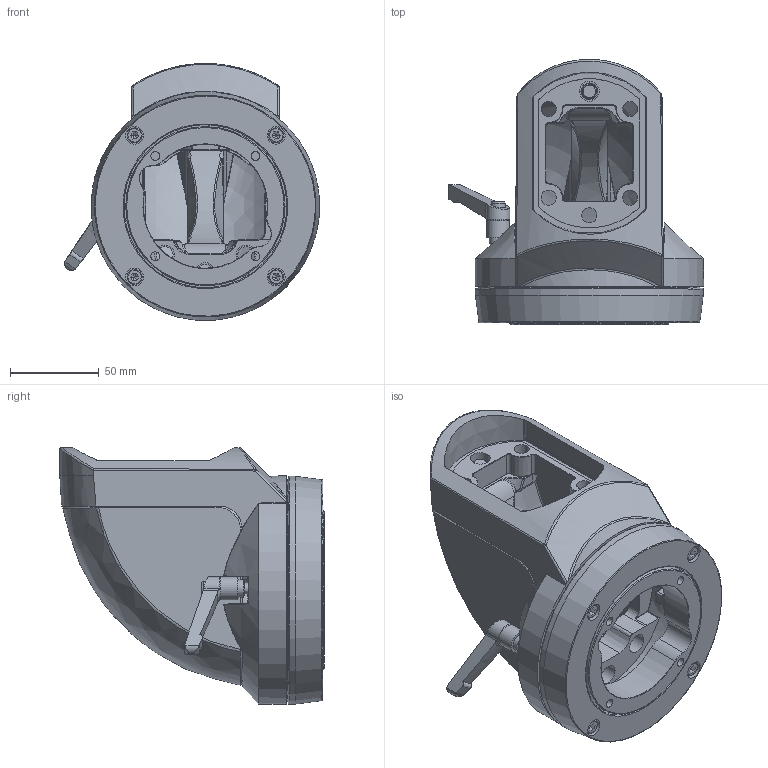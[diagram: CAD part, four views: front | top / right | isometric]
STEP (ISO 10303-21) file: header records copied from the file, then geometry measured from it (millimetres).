
FILE_DESCRIPTION (( 'STEP AP214' ), '1' );
FILE_NAME ('SCE-SA320AC.STEP', '2023-10-04T17:47:47', ( '' ), ( '' ), 'SwSTEP 2.0', 'SolidWorks 2023', '' );
FILE_SCHEMA (( 'AUTOMOTIVE_DESIGN' ));
Length unit declared in the file: inch
Products named in the file (1): SCE-SA320AC
Bounding box: 144.02 x 149.49 x 144.97 mm (x, y, z)
Volume: 628756.6 mm3; surface area: 184978.3 mm2
Topology: 3 solids, 4 shells, 1263 faces, 3020 edges, 1771 vertices
Faces by surface type: bspline 416, cylinder 269, plane 265, torus 176, cone 117, sphere 20
Full cylindrical faces by diameter (mm): 4.2 x4, 5 x10, 5.5 x4, 6 x1, 6.919 x1, 8 x2, 8.5 x9, 9.5 x6, 10 x5, 11.2 x4, 11.3 x1, 12.998 x1, 13 x1, 16 x1, 92 x1, 96.505 x2, 104 x1, 106 x1, 129 x1
Entity records: 56553 total; most frequent: CARTESIAN_POINT 31423, ORIENTED_EDGE 5632, DIRECTION 4491, EDGE_CURVE 2816, AXIS2_PLACEMENT_3D 1889, VERTEX_POINT 1725, EDGE_LOOP 1463, FACE_OUTER_BOUND 1343
